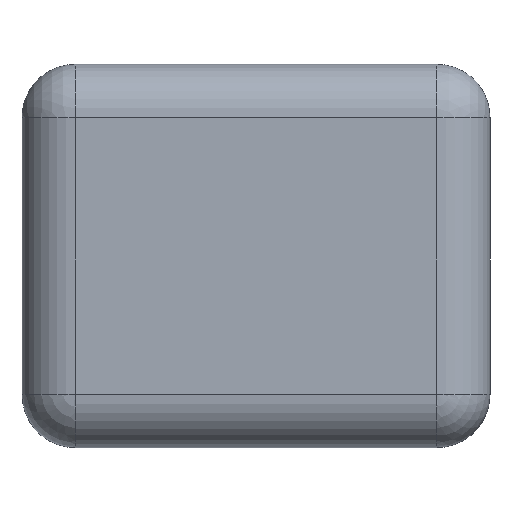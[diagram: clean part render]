
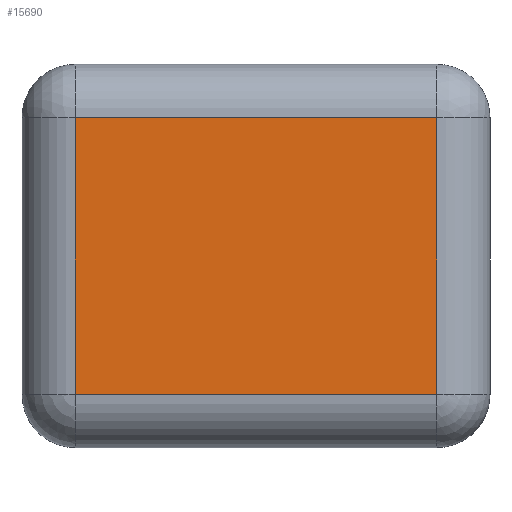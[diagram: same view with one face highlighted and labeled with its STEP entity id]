
A CAD part, front view. The second image highlights one B-rep face of the part: STEP entity #15690.
In plain terms, the highlighted planar face has unit normal (0, -1, 0).
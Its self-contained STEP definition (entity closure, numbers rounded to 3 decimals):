
#1482 = DIRECTION ( 'NONE',  ( -1., 0., 0. ) ) ;
#1576 = VERTEX_POINT ( 'NONE', #52762 ) ;
#2097 = CARTESIAN_POINT ( 'NONE',  ( -352.112, -200., 208.358 ) ) ;
#3543 = AXIS2_PLACEMENT_3D ( 'NONE', #41308, #80456, #79829 ) ;
#7030 = VECTOR ( 'NONE', #94931, 1000. ) ;
#8470 = CARTESIAN_POINT ( 'NONE',  ( 272.112, -200., -208.358 ) ) ;
#9770 = VECTOR ( 'NONE', #1482, 1000. ) ;
#15690 = ADVANCED_FACE ( 'NONE', ( #89274 ), #108841, .F. ) ;
#19123 = LINE ( 'NONE', #56456, #7030 ) ;
#20297 = EDGE_CURVE ( 'NONE', #65425, #1576, #47622, .T. ) ;
#25632 = VECTOR ( 'NONE', #38141, 1000. ) ;
#38141 = DIRECTION ( 'NONE',  ( 0., 0., -1. ) ) ;
#41308 = CARTESIAN_POINT ( 'NONE',  ( 0., -200., 0. ) ) ;
#42262 = VECTOR ( 'NONE', #83516, 1000. ) ;
#47622 = LINE ( 'NONE', #2097, #9770 ) ;
#48039 = EDGE_CURVE ( 'NONE', #72827, #65425, #19123, .T. ) ;
#52762 = CARTESIAN_POINT ( 'NONE',  ( -272.112, -200., 208.358 ) ) ;
#54521 = LINE ( 'NONE', #110689, #42262 ) ;
#56456 = CARTESIAN_POINT ( 'NONE',  ( 272.112, -200., 288.358 ) ) ;
#60842 = ORIENTED_EDGE ( 'NONE', *, *, #120861, .T. ) ;
#65425 = VERTEX_POINT ( 'NONE', #113724 ) ;
#72827 = VERTEX_POINT ( 'NONE', #8470 ) ;
#77771 = ORIENTED_EDGE ( 'NONE', *, *, #48039, .T. ) ;
#79829 = DIRECTION ( 'NONE',  ( 0., 0., 1. ) ) ;
#80456 = DIRECTION ( 'NONE',  ( 0., 1., 0. ) ) ;
#83516 = DIRECTION ( 'NONE',  ( 1., 0., 0. ) ) ;
#86115 = LINE ( 'NONE', #124617, #25632 ) ;
#89274 = FACE_OUTER_BOUND ( 'NONE', #95018, .T. ) ;
#94931 = DIRECTION ( 'NONE',  ( 0., 0., 1. ) ) ;
#95018 = EDGE_LOOP ( 'NONE', ( #118835, #60842, #77771, #114084 ) ) ;
#106345 = EDGE_CURVE ( 'NONE', #1576, #113363, #86115, .T. ) ;
#108841 = PLANE ( 'NONE',  #3543 ) ;
#110689 = CARTESIAN_POINT ( 'NONE',  ( 352.112, -200., -208.358 ) ) ;
#113363 = VERTEX_POINT ( 'NONE', #113871 ) ;
#113724 = CARTESIAN_POINT ( 'NONE',  ( 272.112, -200., 208.358 ) ) ;
#113871 = CARTESIAN_POINT ( 'NONE',  ( -272.112, -200., -208.358 ) ) ;
#114084 = ORIENTED_EDGE ( 'NONE', *, *, #20297, .T. ) ;
#118835 = ORIENTED_EDGE ( 'NONE', *, *, #106345, .T. ) ;
#120861 = EDGE_CURVE ( 'NONE', #113363, #72827, #54521, .T. ) ;
#124617 = CARTESIAN_POINT ( 'NONE',  ( -272.112, -200., -288.358 ) ) ;
